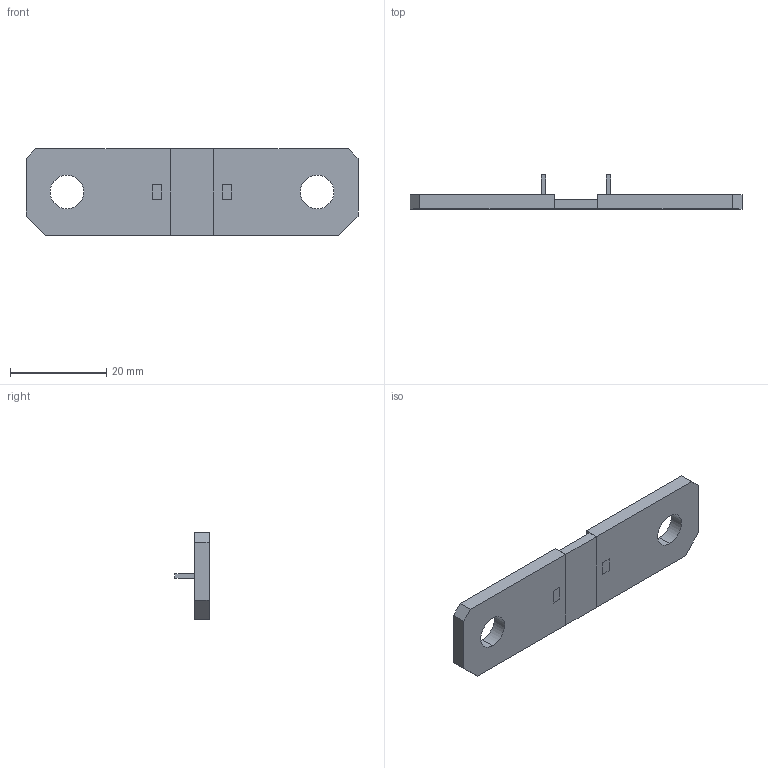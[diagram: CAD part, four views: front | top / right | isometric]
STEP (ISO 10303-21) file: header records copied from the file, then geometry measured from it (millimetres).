
FILE_DESCRIPTION (( 'STEP AP214' ), '1' );
FILE_NAME ('Resi ARCS6918xL100A9.step', '2024-08-18T06:10:52+00:00', 'Stefan Hamminga', '', '', '', '');
FILE_SCHEMA (( 'AUTOMOTIVE_DESIGN' ));
Length unit declared in the file: millimetre
Products named in the file (1): Resi ARCS6918xL100A9
Bounding box: 69 x 7.1 x 18 mm (x, y, z)
Volume: 3281.3 mm3; surface area: 3237.7 mm2
Topology: 5 solids, 5 shells, 54 faces, 132 edges, 88 vertices
Faces by surface type: plane 50, cylinder 4
Entity records: 1639 total; most frequent: CARTESIAN_POINT 275, ORIENTED_EDGE 264, DIRECTION 250, EDGE_CURVE 132, VECTOR 124, LINE 124, VERTEX_POINT 88, AXIS2_PLACEMENT_3D 63
